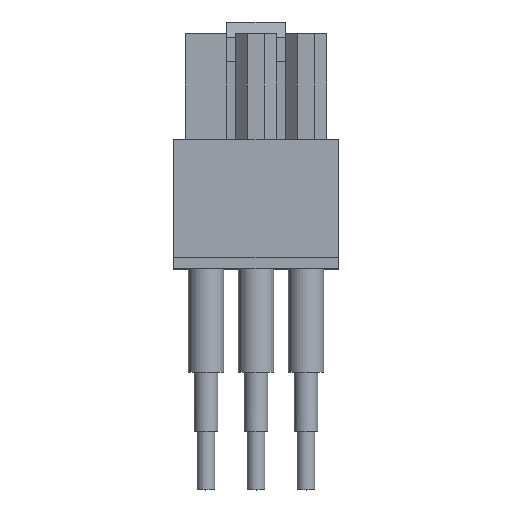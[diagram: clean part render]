
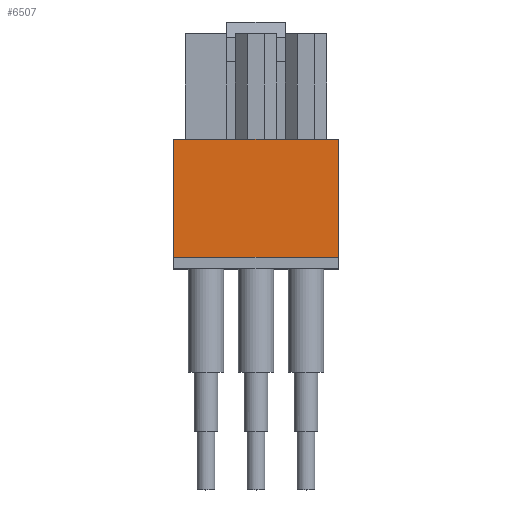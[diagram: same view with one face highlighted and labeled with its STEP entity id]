
A CAD part, top view. The second image highlights one B-rep face of the part: STEP entity #6507.
In plain terms, the highlighted planar face has unit normal (0, 0, 1).
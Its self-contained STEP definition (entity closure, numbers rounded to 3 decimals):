
#155 = VERTEX_POINT ( 'NONE', #5983 ) ;
#403 = LINE ( 'NONE', #7536, #8546 ) ;
#434 = ORIENTED_EDGE ( 'NONE', *, *, #9300, .F. ) ;
#511 = CARTESIAN_POINT ( 'NONE',  ( -7., 1., 5. ) ) ;
#605 = DIRECTION ( 'NONE',  ( 0., -1., 0. ) ) ;
#622 = LINE ( 'NONE', #1967, #6658 ) ;
#849 = AXIS2_PLACEMENT_3D ( 'NONE', #3689, #6041, #1352 ) ;
#1352 = DIRECTION ( 'NONE',  ( 0., 1., 0. ) ) ;
#1967 = CARTESIAN_POINT ( 'NONE',  ( 7., 0., 5. ) ) ;
#1968 = ORIENTED_EDGE ( 'NONE', *, *, #9426, .T. ) ;
#2755 = DIRECTION ( 'NONE',  ( 0., -1., 0. ) ) ;
#2887 = PLANE ( 'NONE',  #849 ) ;
#3272 = FACE_OUTER_BOUND ( 'NONE', #8950, .T. ) ;
#3316 = ORIENTED_EDGE ( 'NONE', *, *, #9684, .F. ) ;
#3689 = CARTESIAN_POINT ( 'NONE',  ( 7., 0., 5. ) ) ;
#4010 = CARTESIAN_POINT ( 'NONE',  ( 7., 1., 5. ) ) ;
#4289 = EDGE_CURVE ( 'NONE', #7241, #155, #403, .T. ) ;
#4375 = VERTEX_POINT ( 'NONE', #9170 ) ;
#4530 = CARTESIAN_POINT ( 'NONE',  ( -7., 0., 5. ) ) ;
#4683 = LINE ( 'NONE', #4530, #6526 ) ;
#5177 = DIRECTION ( 'NONE',  ( -1., 0., 0. ) ) ;
#5983 = CARTESIAN_POINT ( 'NONE',  ( -7., 11., 5. ) ) ;
#6041 = DIRECTION ( 'NONE',  ( 0., 0., -1. ) ) ;
#6148 = VECTOR ( 'NONE', #7935, 1000. ) ;
#6485 = VERTEX_POINT ( 'NONE', #511 ) ;
#6507 = ADVANCED_FACE ( 'NONE', ( #3272 ), #2887, .F. ) ;
#6526 = VECTOR ( 'NONE', #605, 1000. ) ;
#6650 = LINE ( 'NONE', #4010, #6148 ) ;
#6658 = VECTOR ( 'NONE', #2755, 1000. ) ;
#6934 = ORIENTED_EDGE ( 'NONE', *, *, #4289, .T. ) ;
#7157 = CARTESIAN_POINT ( 'NONE',  ( 7., 11., 5. ) ) ;
#7241 = VERTEX_POINT ( 'NONE', #7157 ) ;
#7536 = CARTESIAN_POINT ( 'NONE',  ( 7., 11., 5. ) ) ;
#7935 = DIRECTION ( 'NONE',  ( -1., 0., 0. ) ) ;
#8546 = VECTOR ( 'NONE', #5177, 1000. ) ;
#8950 = EDGE_LOOP ( 'NONE', ( #3316, #434, #6934, #1968 ) ) ;
#9170 = CARTESIAN_POINT ( 'NONE',  ( 7., 1., 5. ) ) ;
#9300 = EDGE_CURVE ( 'NONE', #7241, #4375, #622, .T. ) ;
#9426 = EDGE_CURVE ( 'NONE', #155, #6485, #4683, .T. ) ;
#9684 = EDGE_CURVE ( 'NONE', #4375, #6485, #6650, .T. ) ;
